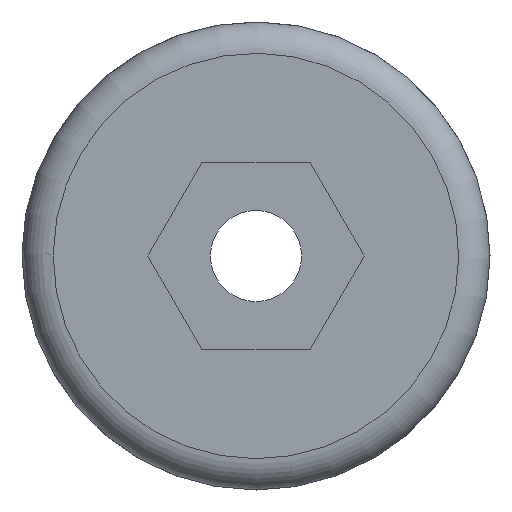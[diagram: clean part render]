
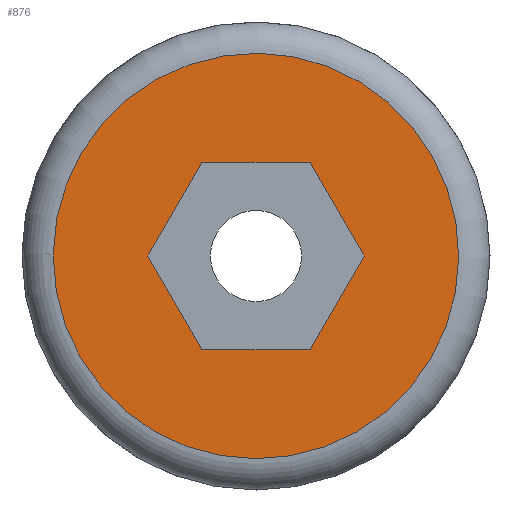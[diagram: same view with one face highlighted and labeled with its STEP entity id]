
A CAD part, left-side view. The second image highlights one B-rep face of the part: STEP entity #876.
In plain terms, the highlighted planar face has unit normal (-1, 0, 0).
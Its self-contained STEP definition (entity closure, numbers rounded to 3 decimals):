
#31=FACE_BOUND('',#140,.T.);
#36=PLANE('',#946);
#86=FACE_OUTER_BOUND('',#139,.T.);
#139=EDGE_LOOP('',(#762,#763));
#140=EDGE_LOOP('',(#764,#765,#766,#767,#768,#769));
#159=CIRCLE('',#944,1.646);
#160=CIRCLE('',#945,1.646);
#261=LINE('',#7504,#316);
#262=LINE('',#7506,#317);
#263=LINE('',#7508,#318);
#264=LINE('',#7510,#319);
#265=LINE('',#7512,#320);
#266=LINE('',#7513,#321);
#316=VECTOR('',#1079,0.878);
#317=VECTOR('',#1080,0.878);
#318=VECTOR('',#1081,0.878);
#319=VECTOR('',#1082,0.878);
#320=VECTOR('',#1083,0.878);
#321=VECTOR('',#1084,0.878);
#402=VERTEX_POINT('',#7496);
#403=VERTEX_POINT('',#7498);
#404=VERTEX_POINT('',#7502);
#405=VERTEX_POINT('',#7503);
#406=VERTEX_POINT('',#7505);
#407=VERTEX_POINT('',#7507);
#408=VERTEX_POINT('',#7509);
#409=VERTEX_POINT('',#7511);
#525=EDGE_CURVE('',#403,#402,#159,.T.);
#526=EDGE_CURVE('',#402,#403,#160,.T.);
#527=EDGE_CURVE('',#404,#405,#261,.T.);
#528=EDGE_CURVE('',#405,#406,#262,.T.);
#529=EDGE_CURVE('',#406,#407,#263,.T.);
#530=EDGE_CURVE('',#407,#408,#264,.T.);
#531=EDGE_CURVE('',#408,#409,#265,.T.);
#532=EDGE_CURVE('',#409,#404,#266,.T.);
#762=ORIENTED_EDGE('',*,*,#525,.T.);
#763=ORIENTED_EDGE('',*,*,#526,.T.);
#764=ORIENTED_EDGE('',*,*,#527,.T.);
#765=ORIENTED_EDGE('',*,*,#528,.T.);
#766=ORIENTED_EDGE('',*,*,#529,.T.);
#767=ORIENTED_EDGE('',*,*,#530,.T.);
#768=ORIENTED_EDGE('',*,*,#531,.T.);
#769=ORIENTED_EDGE('',*,*,#532,.T.);
#876=ADVANCED_FACE('',(#86,#31),#36,.F.);
#944=AXIS2_PLACEMENT_3D('',#7499,#1073,#1074);
#945=AXIS2_PLACEMENT_3D('',#7500,#1075,#1076);
#946=AXIS2_PLACEMENT_3D('',#7501,#1077,#1078);
#1073=DIRECTION('center_axis',(-1.,0.,0.));
#1074=DIRECTION('ref_axis',(0.,-1.,0.));
#1075=DIRECTION('center_axis',(-1.,0.,0.));
#1076=DIRECTION('ref_axis',(0.,-1.,0.));
#1077=DIRECTION('center_axis',(1.,0.,0.));
#1078=DIRECTION('ref_axis',(0.,-1.,0.));
#1079=DIRECTION('',(0.,-0.5,0.866));
#1080=DIRECTION('',(0.,-1.,0.));
#1081=DIRECTION('',(0.,-0.5,-0.866));
#1082=DIRECTION('',(0.,0.5,-0.866));
#1083=DIRECTION('',(0.,1.,0.));
#1084=DIRECTION('',(0.,0.5,0.866));
#7496=CARTESIAN_POINT('',(-1.93,1.646,0.025));
#7498=CARTESIAN_POINT('',(-1.93,1.646,0.));
#7499=CARTESIAN_POINT('Origin',(-1.93,0.,0.));
#7500=CARTESIAN_POINT('Origin',(-1.93,0.,0.));
#7501=CARTESIAN_POINT('Origin',(-1.93,0.,0.));
#7502=CARTESIAN_POINT('',(-1.93,0.878,0.));
#7503=CARTESIAN_POINT('',(-1.93,0.439,0.76));
#7504=CARTESIAN_POINT('',(-1.93,0.878,0.));
#7505=CARTESIAN_POINT('',(-1.93,-0.439,0.76));
#7506=CARTESIAN_POINT('',(-1.93,0.439,0.76));
#7507=CARTESIAN_POINT('',(-1.93,-0.878,0.));
#7508=CARTESIAN_POINT('',(-1.93,-0.439,0.76));
#7509=CARTESIAN_POINT('',(-1.93,-0.439,-0.76));
#7510=CARTESIAN_POINT('',(-1.93,-0.878,0.));
#7511=CARTESIAN_POINT('',(-1.93,0.439,-0.76));
#7512=CARTESIAN_POINT('',(-1.93,-0.439,-0.76));
#7513=CARTESIAN_POINT('',(-1.93,0.439,-0.76));
